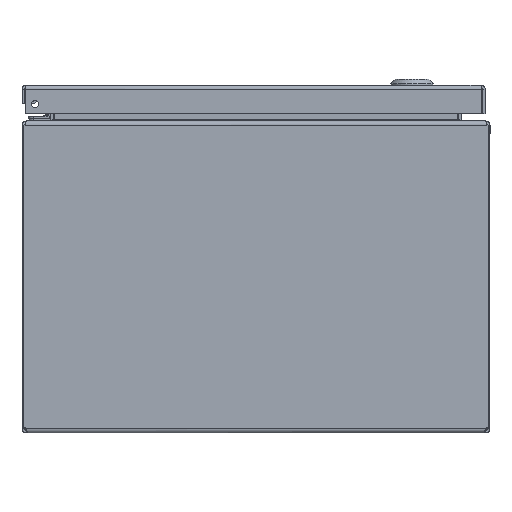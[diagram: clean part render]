
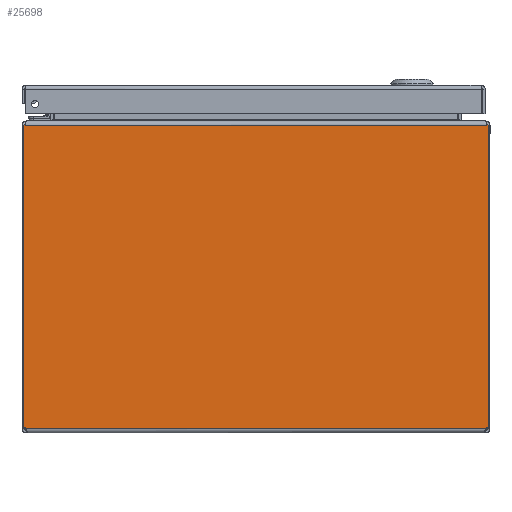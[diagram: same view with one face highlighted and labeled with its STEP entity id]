
A CAD part, front view. The second image highlights one B-rep face of the part: STEP entity #25698.
In plain terms, the highlighted planar face has unit normal (0, -1, 0).
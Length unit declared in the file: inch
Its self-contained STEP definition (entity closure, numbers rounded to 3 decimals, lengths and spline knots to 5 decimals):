
#2713 = VECTOR ( 'NONE', #71950, 39.37008 ) ;
#4370 = ORIENTED_EDGE ( 'NONE', *, *, #70825, .F. ) ;
#6019 = AXIS2_PLACEMENT_3D ( 'NONE', #69561, #83512, #15881 ) ;
#6951 = CARTESIAN_POINT ( 'NONE',  ( 11.963, 0., 7.89475 ) ) ;
#7602 = LINE ( 'NONE', #95898, #47700 ) ;
#8401 = DIRECTION ( 'NONE',  ( 0., 0., -1. ) ) ;
#8647 = LINE ( 'NONE', #11656, #2713 ) ;
#10722 = DIRECTION ( 'NONE',  ( 0., 0., -1. ) ) ;
#11656 = CARTESIAN_POINT ( 'NONE',  ( 11.963, 0., 7.89475 ) ) ;
#15646 = CARTESIAN_POINT ( 'NONE',  ( 11.963, 0., 4.0089 ) ) ;
#15881 = DIRECTION ( 'NONE',  ( 0., 0., -1. ) ) ;
#17737 = ORIENTED_EDGE ( 'NONE', *, *, #60971, .T. ) ;
#18674 = VERTEX_POINT ( 'NONE', #82861 ) ;
#21787 = DIRECTION ( 'NONE',  ( 0., 0., 1. ) ) ;
#22959 = LINE ( 'NONE', #88928, #38329 ) ;
#25016 = VERTEX_POINT ( 'NONE', #91923 ) ;
#25698 = ADVANCED_FACE ( 'NONE', ( #50359 ), #58894, .F. ) ;
#28405 = EDGE_CURVE ( 'NONE', #78983, #41464, #81247, .T. ) ;
#34148 = CARTESIAN_POINT ( 'NONE',  ( 0.037, 0., 4.0089 ) ) ;
#35411 = CARTESIAN_POINT ( 'NONE',  ( 11.88639, 0., 0.10525 ) ) ;
#38284 = EDGE_CURVE ( 'NONE', #87247, #25016, #8647, .T. ) ;
#38329 = VECTOR ( 'NONE', #82348, 39.37008 ) ;
#38837 = CARTESIAN_POINT ( 'NONE',  ( 11.963, 0., 0.12495 ) ) ;
#41052 = ORIENTED_EDGE ( 'NONE', *, *, #57835, .F. ) ;
#41464 = VERTEX_POINT ( 'NONE', #35411 ) ;
#42039 = DIRECTION ( 'NONE',  ( 0., 0., 1. ) ) ;
#43389 = VERTEX_POINT ( 'NONE', #54517 ) ;
#47700 = VECTOR ( 'NONE', #50437, 39.37008 ) ;
#50197 = VERTEX_POINT ( 'NONE', #51654 ) ;
#50359 = FACE_OUTER_BOUND ( 'NONE', #67173, .T. ) ;
#50437 = DIRECTION ( 'NONE',  ( -1., 0., 0. ) ) ;
#51654 = CARTESIAN_POINT ( 'NONE',  ( 0.037, 0., 0.12495 ) ) ;
#52218 = DIRECTION ( 'NONE',  ( 0., 1., 0. ) ) ;
#54517 = CARTESIAN_POINT ( 'NONE',  ( 11.91495, 0., 7.89475 ) ) ;
#55634 = DIRECTION ( 'NONE',  ( 0., -1., 0. ) ) ;
#57167 = ORIENTED_EDGE ( 'NONE', *, *, #83682, .F. ) ;
#57835 = EDGE_CURVE ( 'NONE', #87247, #43389, #22959, .T. ) ;
#58894 = PLANE ( 'NONE',  #66662 ) ;
#59027 = DIRECTION ( 'NONE',  ( -1., 0., 0. ) ) ;
#59166 = VERTEX_POINT ( 'NONE', #6951 ) ;
#59695 = ORIENTED_EDGE ( 'NONE', *, *, #38284, .T. ) ;
#60971 = EDGE_CURVE ( 'NONE', #59166, #43389, #7602, .T. ) ;
#61550 = EDGE_CURVE ( 'NONE', #41464, #18674, #84226, .T. ) ;
#65353 = ORIENTED_EDGE ( 'NONE', *, *, #87340, .F. ) ;
#66662 = AXIS2_PLACEMENT_3D ( 'NONE', #97685, #52218, #21787 ) ;
#67173 = EDGE_LOOP ( 'NONE', ( #41052, #59695, #4370, #57167, #92029, #75826, #65353, #17737 ) ) ;
#69561 = CARTESIAN_POINT ( 'NONE',  ( 11.93847, 0., 0.06153 ) ) ;
#70213 = CARTESIAN_POINT ( 'NONE',  ( 0.08505, 0., 7.89475 ) ) ;
#70825 = EDGE_CURVE ( 'NONE', #50197, #25016, #75069, .T. ) ;
#70944 = CIRCLE ( 'NONE', #82974, 0.068 ) ;
#71950 = DIRECTION ( 'NONE',  ( -1., 0., 0. ) ) ;
#75069 = LINE ( 'NONE', #34148, #93967 ) ;
#75826 = ORIENTED_EDGE ( 'NONE', *, *, #28405, .F. ) ;
#78983 = VERTEX_POINT ( 'NONE', #38837 ) ;
#81247 = CIRCLE ( 'NONE', #6019, 0.068 ) ;
#82348 = DIRECTION ( 'NONE',  ( 1., 0., 0. ) ) ;
#82861 = CARTESIAN_POINT ( 'NONE',  ( 0.11361, 0., 0.10525 ) ) ;
#82974 = AXIS2_PLACEMENT_3D ( 'NONE', #93834, #55634, #10722 ) ;
#83512 = DIRECTION ( 'NONE',  ( 0., -1., 0. ) ) ;
#83682 = EDGE_CURVE ( 'NONE', #18674, #50197, #70944, .T. ) ;
#84226 = LINE ( 'NONE', #97475, #87798 ) ;
#87247 = VERTEX_POINT ( 'NONE', #70213 ) ;
#87340 = EDGE_CURVE ( 'NONE', #59166, #78983, #90955, .T. ) ;
#87798 = VECTOR ( 'NONE', #59027, 39.37008 ) ;
#88928 = CARTESIAN_POINT ( 'NONE',  ( 6., 0., 7.89475 ) ) ;
#90955 = LINE ( 'NONE', #15646, #96833 ) ;
#91923 = CARTESIAN_POINT ( 'NONE',  ( 0.037, 0., 7.89475 ) ) ;
#92029 = ORIENTED_EDGE ( 'NONE', *, *, #61550, .F. ) ;
#93834 = CARTESIAN_POINT ( 'NONE',  ( 0.06153, 0., 0.06153 ) ) ;
#93967 = VECTOR ( 'NONE', #42039, 39.37008 ) ;
#95898 = CARTESIAN_POINT ( 'NONE',  ( 11.963, 0., 7.89475 ) ) ;
#96833 = VECTOR ( 'NONE', #8401, 39.37008 ) ;
#97475 = CARTESIAN_POINT ( 'NONE',  ( 0.11361, 0., 0.10525 ) ) ;
#97685 = CARTESIAN_POINT ( 'NONE',  ( 6., 0., 4.0089 ) ) ;
